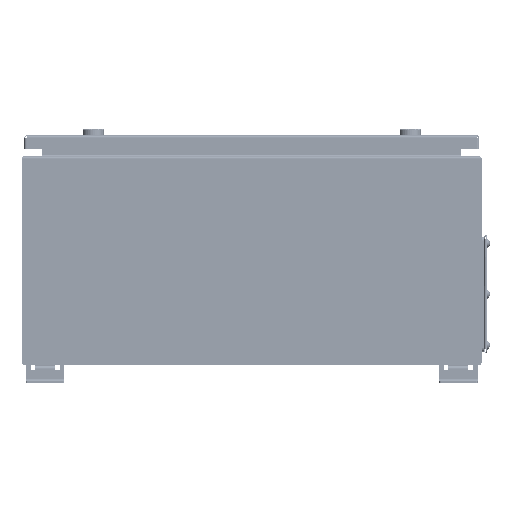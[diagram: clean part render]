
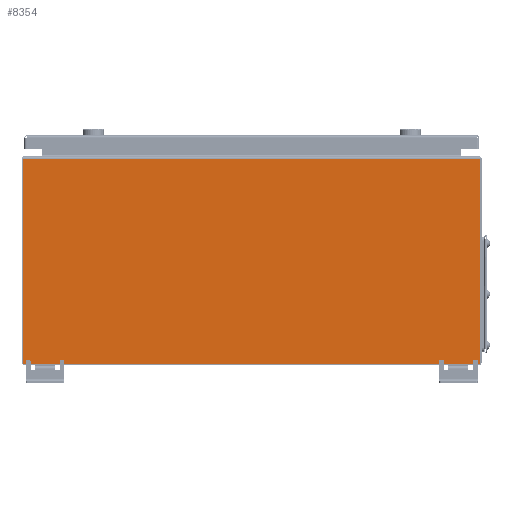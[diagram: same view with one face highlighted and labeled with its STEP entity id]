
A CAD part, left-side view. The second image highlights one B-rep face of the part: STEP entity #8354.
In plain terms, the highlighted planar face has unit normal (-1, 0, 0).
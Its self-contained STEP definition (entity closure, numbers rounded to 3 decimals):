
#106 = VECTOR ( 'NONE', #16287, 1000. ) ;
#1029 = AXIS2_PLACEMENT_3D ( 'NONE', #64384, #64019, #35724 ) ;
#3163 = LINE ( 'NONE', #3522, #54475 ) ;
#3368 = EDGE_CURVE ( 'NONE', #47716, #5107, #3163, .T. ) ;
#3522 = CARTESIAN_POINT ( 'NONE',  ( -1.5, -300., -136.5 ) ) ;
#4743 = DIRECTION ( 'NONE',  ( 0., 1., 0. ) ) ;
#5107 = VERTEX_POINT ( 'NONE', #6556 ) ;
#6556 = CARTESIAN_POINT ( 'NONE',  ( -1.5, 297., -136.5 ) ) ;
#8354 = ADVANCED_FACE ( 'NONE', ( #71214 ), #36990, .T. ) ;
#8414 = CARTESIAN_POINT ( 'NONE',  ( -1.5, 0., 0. ) ) ;
#9999 = CARTESIAN_POINT ( 'NONE',  ( -1.5, -300., 133.5 ) ) ;
#11569 = VERTEX_POINT ( 'NONE', #21492 ) ;
#13301 = DIRECTION ( 'NONE',  ( 0., 0., 1. ) ) ;
#14591 = AXIS2_PLACEMENT_3D ( 'NONE', #8414, #70854, #13301 ) ;
#15301 = EDGE_CURVE ( 'NONE', #55441, #25258, #63627, .T. ) ;
#16287 = DIRECTION ( 'NONE',  ( 0., 0., 1. ) ) ;
#18638 = ORIENTED_EDGE ( 'NONE', *, *, #59338, .F. ) ;
#21364 = DIRECTION ( 'NONE',  ( -1., 0., 0. ) ) ;
#21492 = CARTESIAN_POINT ( 'NONE',  ( -1.5, 300., 133.5 ) ) ;
#24041 = CARTESIAN_POINT ( 'NONE',  ( -1.5, -300., 136.5 ) ) ;
#24407 = AXIS2_PLACEMENT_3D ( 'NONE', #32970, #21364, #43532 ) ;
#25258 = VERTEX_POINT ( 'NONE', #31164 ) ;
#26965 = LINE ( 'NONE', #45385, #47778 ) ;
#28069 = ORIENTED_EDGE ( 'NONE', *, *, #3368, .F. ) ;
#31164 = CARTESIAN_POINT ( 'NONE',  ( -1.5, -300., -133.5 ) ) ;
#32333 = CIRCLE ( 'NONE', #1029, 3. ) ;
#32797 = ORIENTED_EDGE ( 'NONE', *, *, #61053, .T. ) ;
#32970 = CARTESIAN_POINT ( 'NONE',  ( -1.5, 297., -133.5 ) ) ;
#35724 = DIRECTION ( 'NONE',  ( 0., 0., 1. ) ) ;
#36990 = PLANE ( 'NONE',  #14591 ) ;
#37985 = EDGE_CURVE ( 'NONE', #47716, #25258, #32333, .T. ) ;
#38143 = VECTOR ( 'NONE', #69937, 1000. ) ;
#42377 = EDGE_LOOP ( 'NONE', ( #28069, #56370, #54124, #66617, #18638, #32797 ) ) ;
#42494 = VERTEX_POINT ( 'NONE', #73295 ) ;
#43532 = DIRECTION ( 'NONE',  ( 0., 0., 1. ) ) ;
#45385 = CARTESIAN_POINT ( 'NONE',  ( -1.5, -300., 133.5 ) ) ;
#47716 = VERTEX_POINT ( 'NONE', #70037 ) ;
#47778 = VECTOR ( 'NONE', #4743, 1000. ) ;
#54124 = ORIENTED_EDGE ( 'NONE', *, *, #15301, .F. ) ;
#54475 = VECTOR ( 'NONE', #61515, 1000. ) ;
#55441 = VERTEX_POINT ( 'NONE', #9999 ) ;
#55822 = LINE ( 'NONE', #67858, #106 ) ;
#56370 = ORIENTED_EDGE ( 'NONE', *, *, #37985, .T. ) ;
#56888 = CIRCLE ( 'NONE', #24407, 3. ) ;
#59338 = EDGE_CURVE ( 'NONE', #42494, #11569, #55822, .T. ) ;
#61053 = EDGE_CURVE ( 'NONE', #42494, #5107, #56888, .T. ) ;
#61515 = DIRECTION ( 'NONE',  ( 0., 1., 0. ) ) ;
#63627 = LINE ( 'NONE', #24041, #38143 ) ;
#64019 = DIRECTION ( 'NONE',  ( -1., 0., 0. ) ) ;
#64384 = CARTESIAN_POINT ( 'NONE',  ( -1.5, -297., -133.5 ) ) ;
#66617 = ORIENTED_EDGE ( 'NONE', *, *, #67075, .T. ) ;
#67075 = EDGE_CURVE ( 'NONE', #55441, #11569, #26965, .T. ) ;
#67858 = CARTESIAN_POINT ( 'NONE',  ( -1.5, 300., 136.5 ) ) ;
#69937 = DIRECTION ( 'NONE',  ( 0., 0., -1. ) ) ;
#70037 = CARTESIAN_POINT ( 'NONE',  ( -1.5, -297., -136.5 ) ) ;
#70854 = DIRECTION ( 'NONE',  ( -1., 0., 0. ) ) ;
#71214 = FACE_OUTER_BOUND ( 'NONE', #42377, .T. ) ;
#73295 = CARTESIAN_POINT ( 'NONE',  ( -1.5, 300., -133.5 ) ) ;
